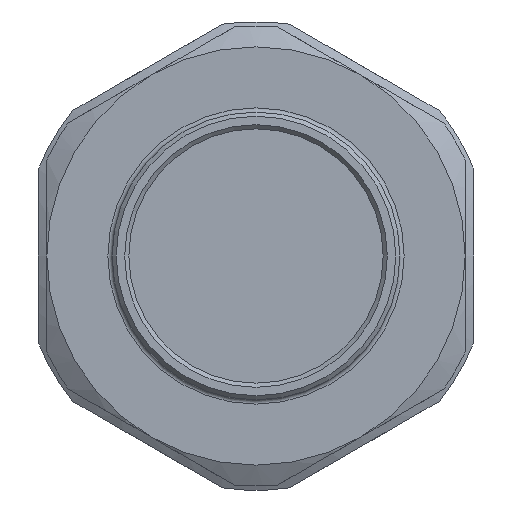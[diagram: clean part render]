
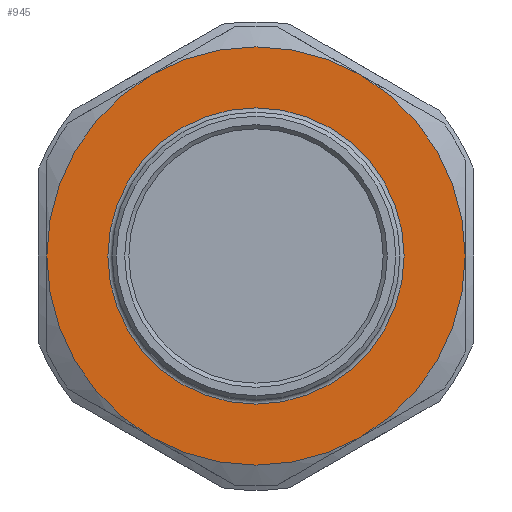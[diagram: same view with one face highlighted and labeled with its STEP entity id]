
A CAD part, front view. The second image highlights one B-rep face of the part: STEP entity #945.
In plain terms, the highlighted planar face has unit normal (0, -1, 0).
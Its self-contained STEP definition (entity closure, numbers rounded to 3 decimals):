
#55=FACE_BOUND('',#338,.T.);
#280=FACE_OUTER_BOUND('',#337,.T.);
#337=EDGE_LOOP('',(#766,#767,#768,#769,#770,#771));
#338=EDGE_LOOP('',(#772));
#384=CIRCLE('',#1025,25.);
#387=CIRCLE('',#1029,25.);
#389=CIRCLE('',#1032,25.);
#391=CIRCLE('',#1035,25.);
#393=CIRCLE('',#1038,25.);
#401=CIRCLE('',#1055,17.7);
#402=CIRCLE('',#1057,25.);
#432=VERTEX_POINT('',#1431);
#438=VERTEX_POINT('',#1452);
#444=VERTEX_POINT('',#1473);
#450=VERTEX_POINT('',#1494);
#456=VERTEX_POINT('',#1515);
#462=VERTEX_POINT('',#1536);
#474=VERTEX_POINT('',#1612);
#564=EDGE_CURVE('',#432,#462,#384,.T.);
#567=EDGE_CURVE('',#462,#456,#387,.T.);
#569=EDGE_CURVE('',#456,#450,#389,.T.);
#571=EDGE_CURVE('',#450,#444,#391,.T.);
#573=EDGE_CURVE('',#444,#438,#393,.T.);
#583=EDGE_CURVE('',#474,#474,#401,.T.);
#584=EDGE_CURVE('',#438,#432,#402,.T.);
#766=ORIENTED_EDGE('',*,*,#569,.F.);
#767=ORIENTED_EDGE('',*,*,#567,.F.);
#768=ORIENTED_EDGE('',*,*,#564,.F.);
#769=ORIENTED_EDGE('',*,*,#584,.F.);
#770=ORIENTED_EDGE('',*,*,#573,.F.);
#771=ORIENTED_EDGE('',*,*,#571,.F.);
#772=ORIENTED_EDGE('',*,*,#583,.T.);
#903=PLANE('',#1056);
#945=ADVANCED_FACE('',(#280,#55),#903,.T.);
#1025=AXIS2_PLACEMENT_3D('',#1575,#1204,#1205);
#1029=AXIS2_PLACEMENT_3D('',#1579,#1212,#1213);
#1032=AXIS2_PLACEMENT_3D('',#1582,#1218,#1219);
#1035=AXIS2_PLACEMENT_3D('',#1585,#1224,#1225);
#1038=AXIS2_PLACEMENT_3D('',#1588,#1230,#1231);
#1055=AXIS2_PLACEMENT_3D('',#1614,#1266,#1267);
#1056=AXIS2_PLACEMENT_3D('',#1615,#1268,#1269);
#1057=AXIS2_PLACEMENT_3D('',#1616,#1270,#1271);
#1204=DIRECTION('center_axis',(0.,1.,0.));
#1205=DIRECTION('ref_axis',(-1.,0.,0.));
#1212=DIRECTION('center_axis',(0.,1.,0.));
#1213=DIRECTION('ref_axis',(-1.,0.,0.));
#1218=DIRECTION('center_axis',(0.,1.,0.));
#1219=DIRECTION('ref_axis',(-1.,0.,0.));
#1224=DIRECTION('center_axis',(0.,1.,0.));
#1225=DIRECTION('ref_axis',(-1.,0.,0.));
#1230=DIRECTION('center_axis',(0.,1.,0.));
#1231=DIRECTION('ref_axis',(-1.,0.,0.));
#1266=DIRECTION('center_axis',(0.,1.,0.));
#1267=DIRECTION('ref_axis',(-1.,0.,0.));
#1268=DIRECTION('center_axis',(0.,-1.,0.));
#1269=DIRECTION('ref_axis',(0.,0.,
-1.));
#1270=DIRECTION('center_axis',(0.,1.,0.));
#1271=DIRECTION('ref_axis',(-1.,0.,0.));
#1431=CARTESIAN_POINT('',(135.326,-110.41,126.822));
#1452=CARTESIAN_POINT('',(147.826,-110.41,148.472));
#1473=CARTESIAN_POINT('',(135.326,-110.41,170.123));
#1494=CARTESIAN_POINT('',(110.326,-110.41,170.123));
#1515=CARTESIAN_POINT('',(97.826,-110.41,148.472));
#1536=CARTESIAN_POINT('',(110.326,-110.41,126.822));
#1575=CARTESIAN_POINT('Origin',(122.826,-110.41,148.472));
#1579=CARTESIAN_POINT('Origin',(122.826,-110.41,148.472));
#1582=CARTESIAN_POINT('Origin',(122.826,-110.41,148.472));
#1585=CARTESIAN_POINT('Origin',(122.826,-110.41,148.472));
#1588=CARTESIAN_POINT('Origin',(122.826,-110.41,148.472));
#1612=CARTESIAN_POINT('',(122.826,-110.41,130.772));
#1614=CARTESIAN_POINT('Origin',(122.826,-110.41,148.472));
#1615=CARTESIAN_POINT('Origin',(101.476,-110.41,148.472));
#1616=CARTESIAN_POINT('Origin',(122.826,-110.41,148.472));
